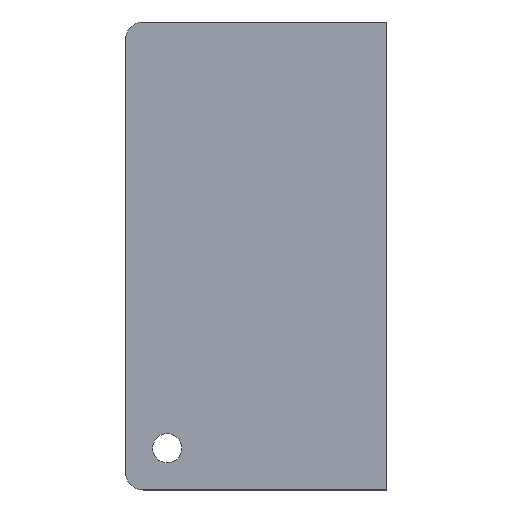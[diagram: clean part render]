
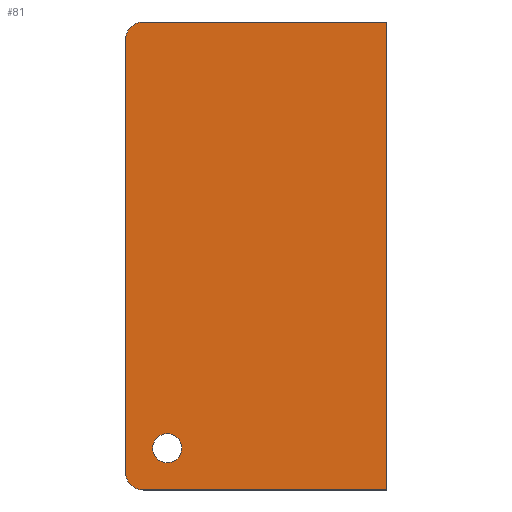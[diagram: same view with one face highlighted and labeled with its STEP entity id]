
A CAD part, top view. The second image highlights one B-rep face of the part: STEP entity #81.
In plain terms, the highlighted planar face has unit normal (0, 0, 1).
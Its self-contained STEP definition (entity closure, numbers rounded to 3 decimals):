
#4 = CARTESIAN_POINT ( 'NONE',  ( 657.311, -1230.231, 2. ) ) ;
#9 = CARTESIAN_POINT ( 'NONE',  ( 719.851, -1226.031, 2. ) ) ;
#24 = CARTESIAN_POINT ( 'NONE',  ( 663.811, -1328.211, 2. ) ) ;
#35 = CARTESIAN_POINT ( 'NONE',  ( 661.511, -1230.231, 2. ) ) ;
#37 = AXIS2_PLACEMENT_3D ( 'NONE', #294, #459, #412 ) ;
#42 = CARTESIAN_POINT ( 'NONE',  ( 667.311, -1328.211, 2. ) ) ;
#45 = ORIENTED_EDGE ( 'NONE', *, *, #306, .T. ) ;
#46 = CARTESIAN_POINT ( 'NONE',  ( 0., -1338.211, 2. ) ) ;
#51 = CARTESIAN_POINT ( 'NONE',  ( 719.851, -1338.211, 2. ) ) ;
#56 = DIRECTION ( 'NONE',  ( 1., 0., 0. ) ) ;
#61 = VERTEX_POINT ( 'NONE', #51 ) ;
#62 = DIRECTION ( 'NONE',  ( 0., 0., 1. ) ) ;
#68 = CARTESIAN_POINT ( 'NONE',  ( 657.311, -1334.011, 2. ) ) ;
#81 = ADVANCED_FACE ( 'NONE', ( #216, #339 ), #499, .T. ) ;
#83 = VERTEX_POINT ( 'NONE', #9 ) ;
#92 = VECTOR ( 'NONE', #338, 1000. ) ;
#97 = DIRECTION ( 'NONE',  ( 0., 0., 1. ) ) ;
#140 = VECTOR ( 'NONE', #532, 1000. ) ;
#152 = EDGE_LOOP ( 'NONE', ( #457, #207 ) ) ;
#162 = DIRECTION ( 'NONE',  ( 1., 0., 0. ) ) ;
#163 = AXIS2_PLACEMENT_3D ( 'NONE', #317, #97, #506 ) ;
#174 = AXIS2_PLACEMENT_3D ( 'NONE', #35, #196, #356 ) ;
#185 = CARTESIAN_POINT ( 'NONE',  ( 661.511, -1334.011, 2. ) ) ;
#187 = ORIENTED_EDGE ( 'NONE', *, *, #342, .T. ) ;
#195 = VERTEX_POINT ( 'NONE', #68 ) ;
#196 = DIRECTION ( 'NONE',  ( 0., 0., 1. ) ) ;
#200 = CARTESIAN_POINT ( 'NONE',  ( 661.511, -1338.211, 2. ) ) ;
#202 = CARTESIAN_POINT ( 'NONE',  ( 719.851, 0., 2. ) ) ;
#205 = DIRECTION ( 'NONE',  ( 1., 0., 0. ) ) ;
#207 = ORIENTED_EDGE ( 'NONE', *, *, #217, .F. ) ;
#216 = FACE_BOUND ( 'NONE', #152, .T. ) ;
#217 = EDGE_CURVE ( 'NONE', #226, #380, #229, .T. ) ;
#226 = VERTEX_POINT ( 'NONE', #24 ) ;
#227 = EDGE_CURVE ( 'NONE', #195, #309, #504, .T. ) ;
#229 = CIRCLE ( 'NONE', #163, 3.5 ) ;
#231 = AXIS2_PLACEMENT_3D ( 'NONE', #42, #335, #205 ) ;
#240 = CARTESIAN_POINT ( 'NONE',  ( 661.511, -1226.031, 2. ) ) ;
#251 = VERTEX_POINT ( 'NONE', #240 ) ;
#271 = AXIS2_PLACEMENT_3D ( 'NONE', #185, #62, #162 ) ;
#273 = EDGE_CURVE ( 'NONE', #428, #195, #400, .T. ) ;
#274 = CIRCLE ( 'NONE', #174, 4.2 ) ;
#276 = ORIENTED_EDGE ( 'NONE', *, *, #363, .T. ) ;
#281 = EDGE_LOOP ( 'NONE', ( #364, #187, #276, #45, #469, #332 ) ) ;
#294 = CARTESIAN_POINT ( 'NONE',  ( 0., 0., 2. ) ) ;
#306 = EDGE_CURVE ( 'NONE', #251, #428, #274, .T. ) ;
#309 = VERTEX_POINT ( 'NONE', #200 ) ;
#317 = CARTESIAN_POINT ( 'NONE',  ( 667.311, -1328.211, 2. ) ) ;
#332 = ORIENTED_EDGE ( 'NONE', *, *, #227, .T. ) ;
#335 = DIRECTION ( 'NONE',  ( 0., 0., 1. ) ) ;
#338 = DIRECTION ( 'NONE',  ( -1., 0., 0. ) ) ;
#339 = FACE_OUTER_BOUND ( 'NONE', #281, .T. ) ;
#342 = EDGE_CURVE ( 'NONE', #61, #83, #405, .T. ) ;
#345 = VECTOR ( 'NONE', #434, 1000. ) ;
#356 = DIRECTION ( 'NONE',  ( 1., 0., 0. ) ) ;
#363 = EDGE_CURVE ( 'NONE', #83, #251, #489, .T. ) ;
#364 = ORIENTED_EDGE ( 'NONE', *, *, #386, .T. ) ;
#380 = VERTEX_POINT ( 'NONE', #420 ) ;
#386 = EDGE_CURVE ( 'NONE', #309, #61, #493, .T. ) ;
#400 = LINE ( 'NONE', #520, #345 ) ;
#405 = LINE ( 'NONE', #202, #140 ) ;
#412 = DIRECTION ( 'NONE',  ( 1., 0., 0. ) ) ;
#420 = CARTESIAN_POINT ( 'NONE',  ( 670.811, -1328.211, 2. ) ) ;
#428 = VERTEX_POINT ( 'NONE', #4 ) ;
#434 = DIRECTION ( 'NONE',  ( 0., -1., 0. ) ) ;
#457 = ORIENTED_EDGE ( 'NONE', *, *, #464, .F. ) ;
#459 = DIRECTION ( 'NONE',  ( 0., 0., 1. ) ) ;
#464 = EDGE_CURVE ( 'NONE', #380, #226, #471, .T. ) ;
#469 = ORIENTED_EDGE ( 'NONE', *, *, #273, .T. ) ;
#471 = CIRCLE ( 'NONE', #231, 3.5 ) ;
#487 = VECTOR ( 'NONE', #56, 1000. ) ;
#489 = LINE ( 'NONE', #500, #92 ) ;
#493 = LINE ( 'NONE', #46, #487 ) ;
#499 = PLANE ( 'NONE',  #37 ) ;
#500 = CARTESIAN_POINT ( 'NONE',  ( 0., -1226.031, 2. ) ) ;
#504 = CIRCLE ( 'NONE', #271, 4.2 ) ;
#506 = DIRECTION ( 'NONE',  ( 1., 0., 0. ) ) ;
#520 = CARTESIAN_POINT ( 'NONE',  ( 657.311, 0., 2. ) ) ;
#532 = DIRECTION ( 'NONE',  ( 0., 1., 0. ) ) ;
